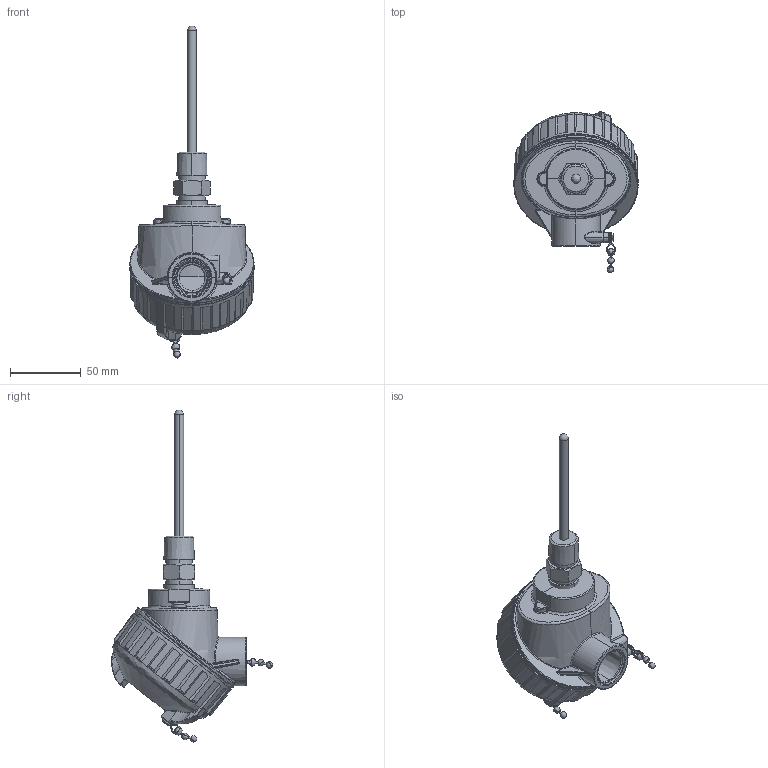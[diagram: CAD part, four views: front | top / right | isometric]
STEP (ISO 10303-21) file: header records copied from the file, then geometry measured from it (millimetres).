
FILE_DESCRIPTION (( 'STEP AP203' ), '1' );
FILE_NAME ('RTD1-C04-03.STEP', '2021-02-02T21:06:26', ( '' ), ( '' ), 'SwSTEP 2.0', 'SolidWorks 2019', '' );
FILE_SCHEMA (( 'CONFIG_CONTROL_DESIGN' ));
Length unit declared in the file: inch
Products named in the file (1): RTD1-C04-03
Bounding box: 87.63 x 113.9 x 234.3 mm (x, y, z)
Volume: 424367.6 mm3; surface area: 74225.1 mm2
Topology: 21 solids, 25 shells, 652 faces, 1703 edges, 1062 vertices
Faces by surface type: bspline 242, plane 204, cylinder 104, cone 89, torus 13
Entity records: 36201 total; most frequent: CARTESIAN_POINT 22418, ORIENTED_EDGE 3314, DIRECTION 2149, EDGE_CURVE 1657, VERTEX_POINT 1062, AXIS2_PLACEMENT_3D 879, B_SPLINE_CURVE_WITH_KNOTS 774, EDGE_LOOP 679
